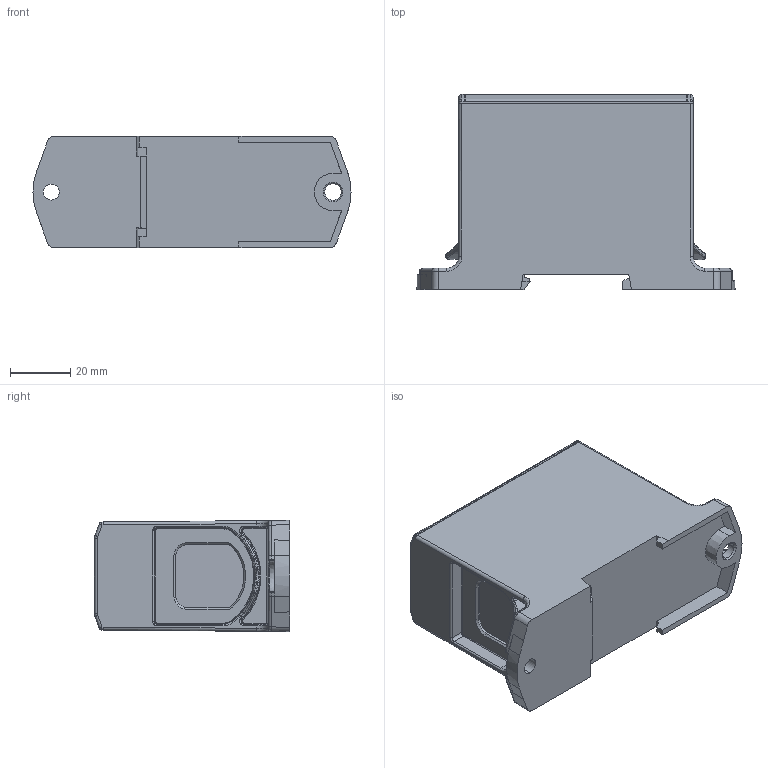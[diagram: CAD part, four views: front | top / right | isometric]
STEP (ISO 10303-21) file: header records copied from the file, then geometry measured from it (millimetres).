
FILE_DESCRIPTION(('Creo Elements/Direct Modeling STEP Export'),'2;1');
FILE_NAME('VC05-0034_OTL_1x240_Grey.stp','2023-03-16T14:55:56',(''),(''),'Creo Elements/Direct Modeling STEP processor for AP214 (Solid Model)','Creo Elements/Direct Modeling 20.1D 10-Oct-2020 (C) Parametric Technology GmbH','');
FILE_SCHEMA(('AUTOMOTIVE_DESIGN { 1 0 10303 214 1 1 1 1 }'));
Length unit declared in the file: millimetre
Products named in the file (2): Kotelo_1x240
Assembly tree (1 placements, depth 2):
  Kotelo_1x240
    Kotelo_1x240
Bounding box: 105.97 x 65 x 37.08 mm (x, y, z)
Volume: 165664.1 mm3; surface area: 25811.7 mm2
Topology: 1 solids, 1 shells, 1459 faces, 4054 edges, 2625 vertices
Faces by surface type: plane 1120, cylinder 150, bspline 122, torus 32, cone 31, sphere 4
Entity records: 51091 total; most frequent: CARTESIAN_POINT 14735, ORIENTED_EDGE 8084, DIRECTION 6653, EDGE_CURVE 4042, VECTOR 3351, LINE 3351, VERTEX_POINT 2625, AXIS2_PLACEMENT_3D 1651
